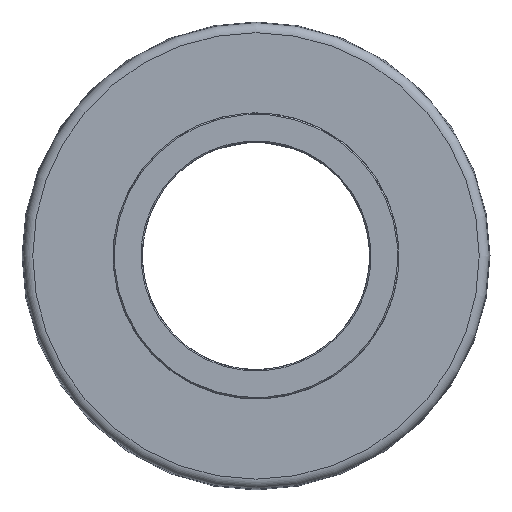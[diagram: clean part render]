
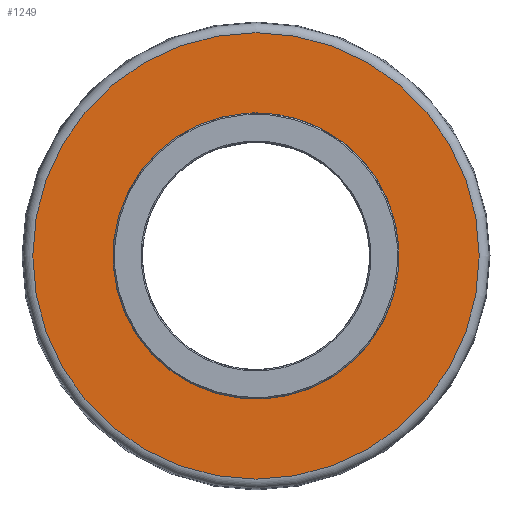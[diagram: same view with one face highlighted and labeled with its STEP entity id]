
A CAD part, left-side view. The second image highlights one B-rep face of the part: STEP entity #1249.
In plain terms, the highlighted planar face has unit normal (-1, 0, 0).
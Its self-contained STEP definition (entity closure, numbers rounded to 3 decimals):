
#51=FACE_BOUND('',#219,.T.);
#71=PLANE('',#1461);
#136=FACE_OUTER_BOUND('',#218,.T.);
#218=EDGE_LOOP('',(#1055,#1056));
#219=EDGE_LOOP('',(#1057,#1058));
#303=CIRCLE('',#1379,22.);
#304=CIRCLE('',#1380,22.);
#350=CIRCLE('',#1459,34.343);
#351=CIRCLE('',#1460,34.343);
#514=VERTEX_POINT('',#2111);
#515=VERTEX_POINT('',#2113);
#558=VERTEX_POINT('',#2339);
#559=VERTEX_POINT('',#2341);
#661=EDGE_CURVE('',#514,#515,#303,.T.);
#662=EDGE_CURVE('',#515,#514,#304,.T.);
#734=EDGE_CURVE('',#558,#559,#350,.T.);
#735=EDGE_CURVE('',#559,#558,#351,.T.);
#1055=ORIENTED_EDGE('',*,*,#735,.F.);
#1056=ORIENTED_EDGE('',*,*,#734,.F.);
#1057=ORIENTED_EDGE('',*,*,#662,.F.);
#1058=ORIENTED_EDGE('',*,*,#661,.F.);
#1249=ADVANCED_FACE('',(#136,#51),#71,.T.);
#1379=AXIS2_PLACEMENT_3D('',#2114,#1699,#1700);
#1380=AXIS2_PLACEMENT_3D('',#2115,#1701,#1702);
#1459=AXIS2_PLACEMENT_3D('',#2342,#1882,#1883);
#1460=AXIS2_PLACEMENT_3D('',#2343,#1884,#1885);
#1461=AXIS2_PLACEMENT_3D('',#2344,#1886,#1887);
#1699=DIRECTION('center_axis',(-1.,0.,0.));
#1700=DIRECTION('ref_axis',(0.,0.,-1.));
#1701=DIRECTION('center_axis',(-1.,0.,0.));
#1702=DIRECTION('ref_axis',(0.,0.,-1.));
#1882=DIRECTION('center_axis',(1.,0.,0.));
#1883=DIRECTION('ref_axis',(0.,-1.,0.));
#1884=DIRECTION('center_axis',(1.,0.,0.));
#1885=DIRECTION('ref_axis',(0.,-1.,0.));
#1886=DIRECTION('center_axis',(-1.,0.,0.));
#1887=DIRECTION('ref_axis',(0.,0.,1.));
#2111=CARTESIAN_POINT('',(-14.,1.558,21.945));
#2113=CARTESIAN_POINT('',(-14.,0.,22.));
#2114=CARTESIAN_POINT('Origin',(-14.,0.,0.));
#2115=CARTESIAN_POINT('Origin',(-14.,0.,0.));
#2339=CARTESIAN_POINT('',(-14.,0.,34.343));
#2341=CARTESIAN_POINT('',(-14.,34.343,0.));
#2342=CARTESIAN_POINT('Origin',(-14.,0.,0.));
#2343=CARTESIAN_POINT('Origin',(-14.,0.,0.));
#2344=CARTESIAN_POINT('Origin',(-14.,35.804,0.));
